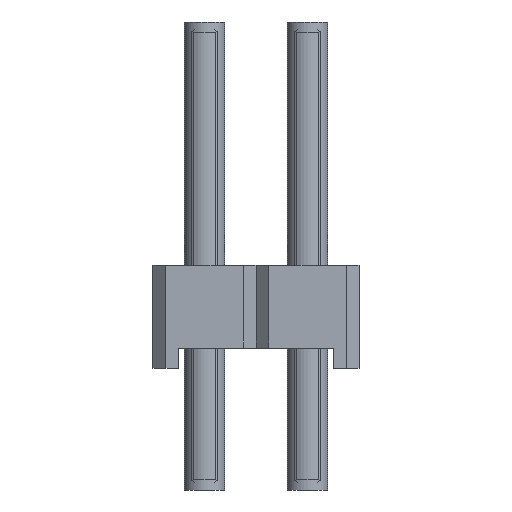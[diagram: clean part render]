
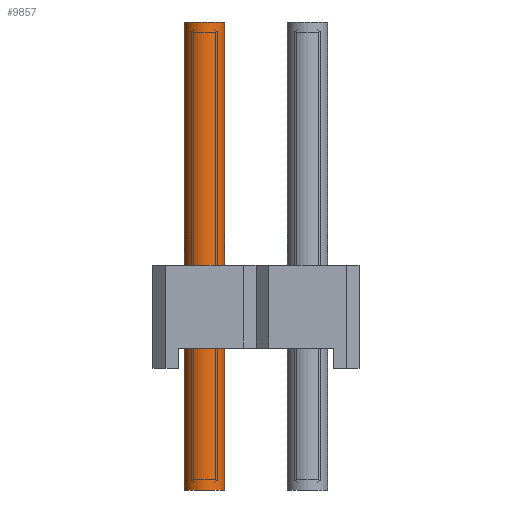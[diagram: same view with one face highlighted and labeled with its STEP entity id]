
A CAD part, left-side view. The second image highlights one B-rep face of the part: STEP entity #9857.
In plain terms, the highlighted cylindrical face has radius 0.5 mm (diameter 1 mm), a full revolution.
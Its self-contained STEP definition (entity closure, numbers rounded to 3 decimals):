
#191=CIRCLE('',#10404,0.5);
#192=CIRCLE('',#10405,0.5);
#540=CYLINDRICAL_SURFACE('',#10403,0.5);
#821=ORIENTED_EDGE('',*,*,#3715,.F.);
#822=ORIENTED_EDGE('',*,*,#3716,.T.);
#3715=EDGE_CURVE('',#5171,#5171,#191,.T.);
#3716=EDGE_CURVE('',#5172,#5172,#192,.T.);
#5171=VERTEX_POINT('',#14266);
#5172=VERTEX_POINT('',#14268);
#8375=EDGE_LOOP('',(#821));
#8376=EDGE_LOOP('',(#822));
#8955=FACE_BOUND('',#8375,.T.);
#8956=FACE_BOUND('',#8376,.T.);
#9857=ADVANCED_FACE('',(#8955,#8956),#540,.F.);
#10403=AXIS2_PLACEMENT_3D('',#14264,#11363,#11364);
#10404=AXIS2_PLACEMENT_3D('',#14265,#11365,#11366);
#10405=AXIS2_PLACEMENT_3D('',#14267,#11367,#11368);
#11363=DIRECTION('',(0.,0.,1.));
#11364=DIRECTION('',(1.,0.,0.));
#11365=DIRECTION('',(0.,0.,-1.));
#11366=DIRECTION('',(1.,0.,0.));
#11367=DIRECTION('',(0.,0.,-1.));
#11368=DIRECTION('',(1.,0.,0.));
#14264=CARTESIAN_POINT('',(0.,0.,0.));
#14265=CARTESIAN_POINT('',(0.,0.,11.54));
#14266=CARTESIAN_POINT('',(0.5,0.,11.54));
#14267=CARTESIAN_POINT('',(0.,0.,0.));
#14268=CARTESIAN_POINT('',(0.5,0.,0.));
